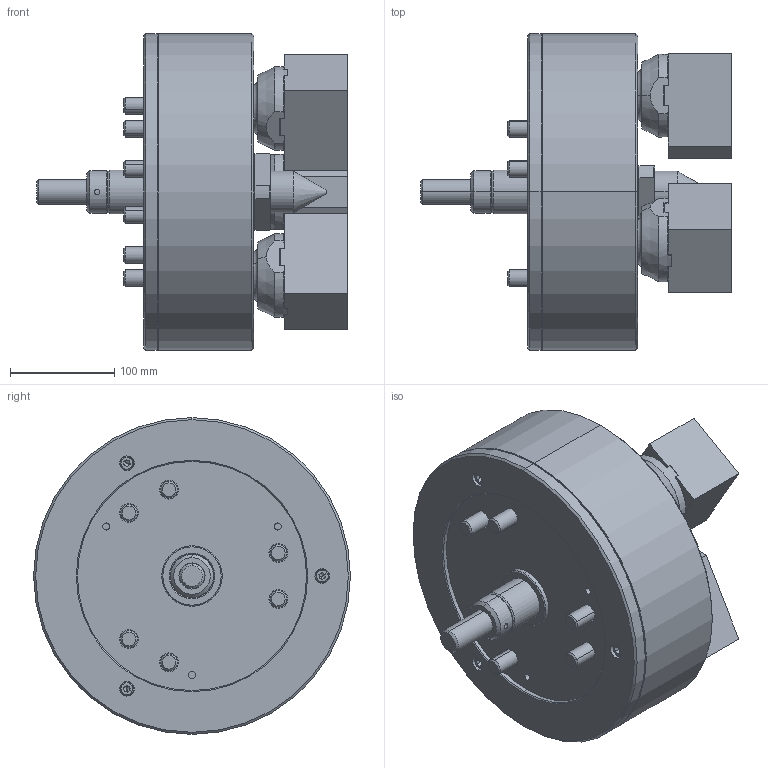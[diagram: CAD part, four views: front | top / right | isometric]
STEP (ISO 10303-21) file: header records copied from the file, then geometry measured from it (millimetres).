
FILE_DESCRIPTION (( 'STEP AP203' ), '1' );
FILE_NAME ('CF-3W-C12.STEP', '2022-01-10T01:23:20', ( '' ), ( '' ), 'SwSTEP 2.0', 'SolidWorks 2016', '' );
FILE_SCHEMA (( 'CONFIG_CONTROL_DESIGN' ));
Length unit declared in the file: millimetre
Products named in the file (15): 圓頭內六角螺栓_M16x105; CF-3W-12-01000; 圓頭內六角螺栓_M12x25; CF-3W-12-03000; 圓頭內六角螺栓_M8x20; CF-3W-10-05010; CF-3W-10-20000; CF-3W-10-18000; CF-3W-C12; CF-3W-10-08010_000; CF-3W-10-21000; CF-3W-10-22000; CF-3W-C10-05000; 圓頭內六角螺栓_M6x16; 圓頭內六角螺栓_M8x18
Assembly tree (51 placements, depth 2):
  CF-3W-C12
    CF-3W-12-01000
    CF-3W-12-03000
    CF-3W-10-05010  x3
    CF-3W-10-08010_000
    CF-3W-10-18000
    CF-3W-10-20000
    CF-3W-10-21000  x3
    CF-3W-10-22000  x3
    CF-3W-C10-05000
    圓頭內六角螺栓_M6x16  x18
    圓頭內六角螺栓_M8x18  x3
    圓頭內六角螺栓_M16x105  x6
    圓頭內六角螺栓_M12x25  x6
    圓頭內六角螺栓_M8x20  x3
Bounding box: 297.92 x 304 x 304 mm (x, y, z)
Volume: 8488203.4 mm3; surface area: 904389.1 mm2
Topology: 51 solids, 51 shells, 1722 faces, 4091 edges, 2472 vertices
Faces by surface type: plane 812, cylinder 469, cone 405, torus 24, sphere 12
Entity records: 20695 total; most frequent: DIRECTION 3402, CARTESIAN_POINT 3271, ORIENTED_EDGE 2838, EDGE_CURVE 1419, AXIS2_PLACEMENT_3D 1351, VERTEX_POINT 900, EDGE_LOOP 763, LINE 700
